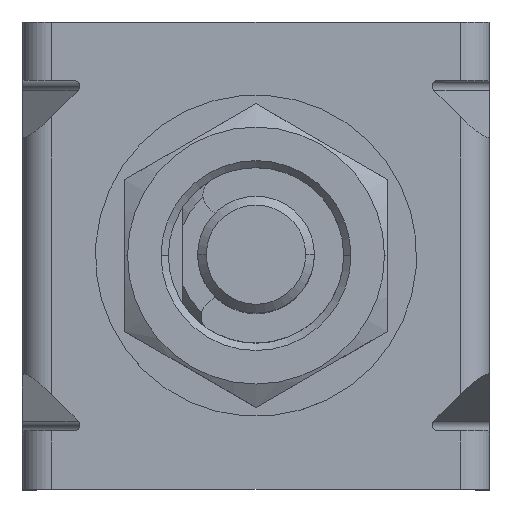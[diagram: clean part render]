
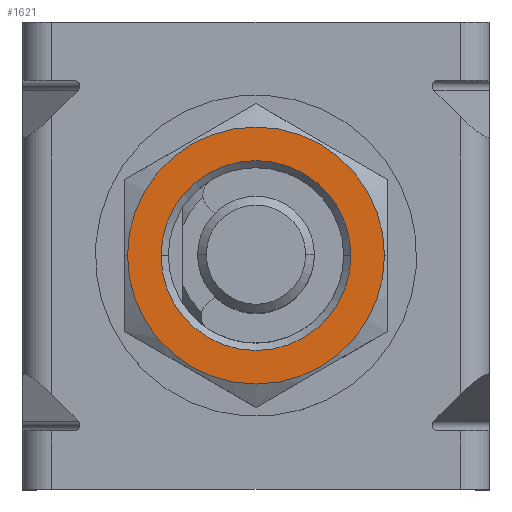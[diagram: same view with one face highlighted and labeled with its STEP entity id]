
A CAD part, top view. The second image highlights one B-rep face of the part: STEP entity #1621.
In plain terms, the highlighted planar face has unit normal (0, 0, 1).
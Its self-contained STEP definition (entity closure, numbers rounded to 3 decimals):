
#156 = ORIENTED_EDGE ( 'NONE', *, *, #2953, .F. ) ;
#367 = EDGE_CURVE ( 'NONE', #2788, #11064, #11685, .T. ) ;
#566 = CARTESIAN_POINT ( 'NONE',  ( -4.4, 0., 2. ) ) ;
#684 = AXIS2_PLACEMENT_3D ( 'NONE', #13465, #16076, #8660 ) ;
#1457 = EDGE_LOOP ( 'NONE', ( #12301, #7346 ) ) ;
#1621 = ADVANCED_FACE ( 'NONE', ( #11248, #15012 ), #14621, .F. ) ;
#1693 = DIRECTION ( 'NONE',  ( -1., 0., 0. ) ) ;
#1961 = EDGE_CURVE ( 'NONE', #11064, #2788, #6850, .T. ) ;
#2468 = ORIENTED_EDGE ( 'NONE', *, *, #6111, .F. ) ;
#2788 = VERTEX_POINT ( 'NONE', #10655 ) ;
#2953 = EDGE_CURVE ( 'NONE', #3124, #5648, #5845, .T. ) ;
#3124 = VERTEX_POINT ( 'NONE', #566 ) ;
#4292 = CARTESIAN_POINT ( 'NONE',  ( 0., 0., 2. ) ) ;
#5456 = DIRECTION ( 'NONE',  ( 0., 0., -1. ) ) ;
#5598 = CARTESIAN_POINT ( 'NONE',  ( 0., 0., 2. ) ) ;
#5648 = VERTEX_POINT ( 'NONE', #13390 ) ;
#5845 = CIRCLE ( 'NONE', #7199, 4.4 ) ;
#6111 = EDGE_CURVE ( 'NONE', #5648, #3124, #7648, .T. ) ;
#6161 = AXIS2_PLACEMENT_3D ( 'NONE', #4292, #5456, #10455 ) ;
#6700 = DIRECTION ( 'NONE',  ( 0., 0., -1. ) ) ;
#6850 = CIRCLE ( 'NONE', #6161, 3.25 ) ;
#7199 = AXIS2_PLACEMENT_3D ( 'NONE', #12879, #7834, #10415 ) ;
#7346 = ORIENTED_EDGE ( 'NONE', *, *, #1961, .T. ) ;
#7648 = CIRCLE ( 'NONE', #14799, 4.4 ) ;
#7834 = DIRECTION ( 'NONE',  ( 0., 0., -1. ) ) ;
#8280 = CARTESIAN_POINT ( 'NONE',  ( -4.5, -2.598, 2. ) ) ;
#8660 = DIRECTION ( 'NONE',  ( 1., 0., 0. ) ) ;
#10415 = DIRECTION ( 'NONE',  ( -1., 0., 0. ) ) ;
#10455 = DIRECTION ( 'NONE',  ( 1., 0., 0. ) ) ;
#10655 = CARTESIAN_POINT ( 'NONE',  ( 3.25, 0., 2. ) ) ;
#11064 = VERTEX_POINT ( 'NONE', #12813 ) ;
#11216 = EDGE_LOOP ( 'NONE', ( #156, #2468 ) ) ;
#11248 = FACE_OUTER_BOUND ( 'NONE', #11216, .T. ) ;
#11685 = CIRCLE ( 'NONE', #684, 3.25 ) ;
#12089 = DIRECTION ( 'NONE',  ( -1., 0., 0. ) ) ;
#12301 = ORIENTED_EDGE ( 'NONE', *, *, #367, .T. ) ;
#12813 = CARTESIAN_POINT ( 'NONE',  ( -3.25, 0., 2. ) ) ;
#12879 = CARTESIAN_POINT ( 'NONE',  ( 0., 0., 2. ) ) ;
#13390 = CARTESIAN_POINT ( 'NONE',  ( 4.4, 0., 2. ) ) ;
#13465 = CARTESIAN_POINT ( 'NONE',  ( 0., 0., 2. ) ) ;
#14182 = DIRECTION ( 'NONE',  ( 0., 0., -1. ) ) ;
#14621 = PLANE ( 'NONE',  #16254 ) ;
#14799 = AXIS2_PLACEMENT_3D ( 'NONE', #5598, #6700, #1693 ) ;
#15012 = FACE_BOUND ( 'NONE', #1457, .T. ) ;
#16076 = DIRECTION ( 'NONE',  ( 0., 0., -1. ) ) ;
#16254 = AXIS2_PLACEMENT_3D ( 'NONE', #8280, #14182, #12089 ) ;
